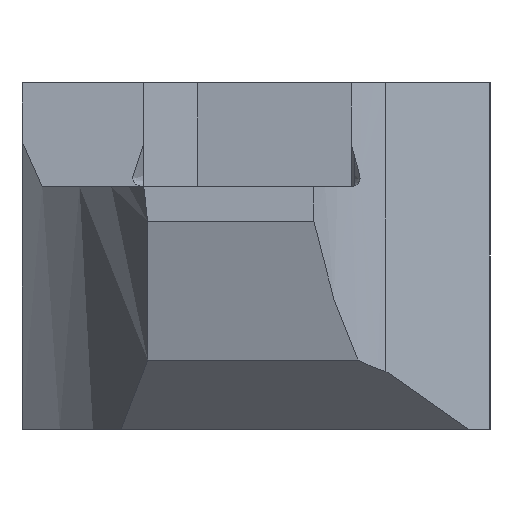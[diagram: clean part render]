
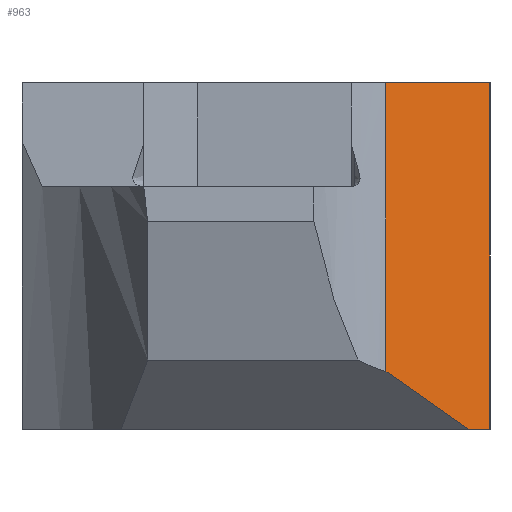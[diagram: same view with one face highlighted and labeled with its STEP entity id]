
A CAD part, left-side view. The second image highlights one B-rep face of the part: STEP entity #963.
In plain terms, the highlighted planar face has unit normal (-0.819, -0.574, 0).
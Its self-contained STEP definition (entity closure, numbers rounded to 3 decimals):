
#18 = CARTESIAN_POINT ( 'NONE',  ( 1.4, 3., 0. ) ) ;
#28 = VERTEX_POINT ( 'NONE', #266 ) ;
#54 = CARTESIAN_POINT ( 'NONE',  ( 3.072, 0.612, -10. ) ) ;
#70 = CARTESIAN_POINT ( 'NONE',  ( 3.501, 0., 0. ) ) ;
#83 = CARTESIAN_POINT ( 'NONE',  ( 3.501, 0., -10. ) ) ;
#90 = CARTESIAN_POINT ( 'NONE',  ( 1.4, 3., -10. ) ) ;
#149 = VECTOR ( 'NONE', #2124, 1000. ) ;
#188 = DIRECTION ( 'NONE',  ( -0.574, 0.819, 0. ) ) ;
#218 = PLANE ( 'NONE',  #2195 ) ;
#266 = CARTESIAN_POINT ( 'NONE',  ( 1.4, 3., -8.328 ) ) ;
#278 = CARTESIAN_POINT ( 'NONE',  ( 1.4, 3., 0. ) ) ;
#281 = EDGE_CURVE ( 'NONE', #28, #1161, #1250, .T. ) ;
#285 = LINE ( 'NONE', #83, #448 ) ;
#327 = EDGE_CURVE ( 'NONE', #535, #1511, #285, .T. ) ;
#379 = DIRECTION ( 'NONE',  ( 0.819, 0.574, 0. ) ) ;
#388 = LINE ( 'NONE', #278, #492 ) ;
#394 = CARTESIAN_POINT ( 'NONE',  ( 1.4, 3., -10. ) ) ;
#448 = VECTOR ( 'NONE', #464, 1000. ) ;
#464 = DIRECTION ( 'NONE',  ( 0., 0., 1. ) ) ;
#468 = LINE ( 'NONE', #822, #2325 ) ;
#492 = VECTOR ( 'NONE', #2388, 1000. ) ;
#535 = VERTEX_POINT ( 'NONE', #851 ) ;
#822 = CARTESIAN_POINT ( 'NONE',  ( 1.4, 3., -10. ) ) ;
#851 = CARTESIAN_POINT ( 'NONE',  ( 3.501, 0., -10. ) ) ;
#857 = ORIENTED_EDGE ( 'NONE', *, *, #281, .T. ) ;
#938 = ORIENTED_EDGE ( 'NONE', *, *, #327, .T. ) ;
#950 = DIRECTION ( 'NONE',  ( 0., 0., 1. ) ) ;
#963 = ADVANCED_FACE ( 'NONE', ( #2061 ), #218, .F. ) ;
#983 = VERTEX_POINT ( 'NONE', #18 ) ;
#1007 = ORIENTED_EDGE ( 'NONE', *, *, #1571, .F. ) ;
#1161 = VERTEX_POINT ( 'NONE', #54 ) ;
#1250 = LINE ( 'NONE', #1382, #149 ) ;
#1315 = LINE ( 'NONE', #90, #1570 ) ;
#1382 = CARTESIAN_POINT ( 'NONE',  ( 1.814, 2.409, -8.742 ) ) ;
#1383 = EDGE_CURVE ( 'NONE', #535, #1161, #1315, .T. ) ;
#1387 = DIRECTION ( 'NONE',  ( -0.574, 0.819, 0. ) ) ;
#1511 = VERTEX_POINT ( 'NONE', #70 ) ;
#1570 = VECTOR ( 'NONE', #1387, 1000. ) ;
#1571 = EDGE_CURVE ( 'NONE', #28, #983, #468, .T. ) ;
#1896 = EDGE_LOOP ( 'NONE', ( #1007, #857, #1916, #938, #1965 ) ) ;
#1916 = ORIENTED_EDGE ( 'NONE', *, *, #1383, .F. ) ;
#1965 = ORIENTED_EDGE ( 'NONE', *, *, #2316, .T. ) ;
#2061 = FACE_OUTER_BOUND ( 'NONE', #1896, .T. ) ;
#2124 = DIRECTION ( 'NONE',  ( 0.498, -0.711, -0.498 ) ) ;
#2195 = AXIS2_PLACEMENT_3D ( 'NONE', #394, #379, #188 ) ;
#2316 = EDGE_CURVE ( 'NONE', #1511, #983, #388, .T. ) ;
#2325 = VECTOR ( 'NONE', #950, 1000. ) ;
#2388 = DIRECTION ( 'NONE',  ( -0.574, 0.819, 0. ) ) ;
